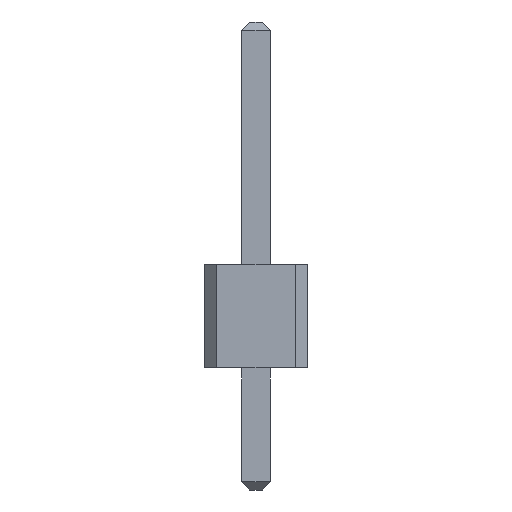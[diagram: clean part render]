
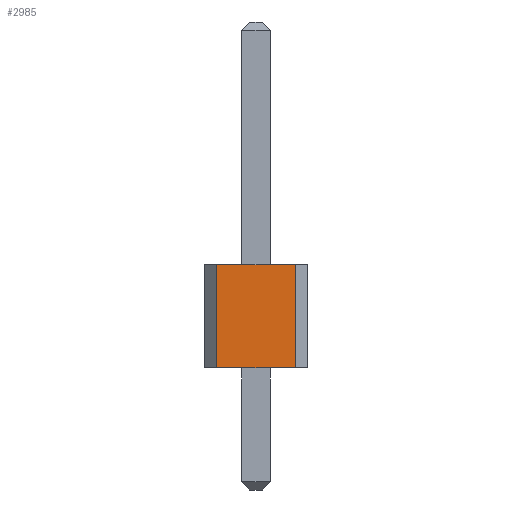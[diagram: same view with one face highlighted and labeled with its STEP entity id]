
A CAD part, front view. The second image highlights one B-rep face of the part: STEP entity #2985.
In plain terms, the highlighted planar face has unit normal (0, -1, 0).
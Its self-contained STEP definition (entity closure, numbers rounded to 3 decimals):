
#2787 = VERTEX_POINT('',#2788);
#2788 = CARTESIAN_POINT('',(-0.97,-31.75,0.));
#2794 = EDGE_CURVE('',#2795,#2787,#2797,.T.);
#2795 = VERTEX_POINT('',#2796);
#2796 = CARTESIAN_POINT('',(0.97,-31.75,0.));
#2797 = LINE('',#2798,#2799);
#2798 = CARTESIAN_POINT('',(1.27,-31.75,0.));
#2799 = VECTOR('',#2800,1.);
#2800 = DIRECTION('',(-1.,0.,0.));
#2901 = VERTEX_POINT('',#2902);
#2902 = CARTESIAN_POINT('',(-0.97,-31.75,2.54));
#2908 = EDGE_CURVE('',#2909,#2901,#2911,.T.);
#2909 = VERTEX_POINT('',#2910);
#2910 = CARTESIAN_POINT('',(0.97,-31.75,2.54));
#2911 = LINE('',#2912,#2913);
#2912 = CARTESIAN_POINT('',(1.27,-31.75,2.54));
#2913 = VECTOR('',#2914,1.);
#2914 = DIRECTION('',(-1.,0.,0.));
#2975 = EDGE_CURVE('',#2795,#2909,#2976,.T.);
#2976 = LINE('',#2977,#2978);
#2977 = CARTESIAN_POINT('',(0.97,-31.75,0.));
#2978 = VECTOR('',#2979,1.);
#2979 = DIRECTION('',(0.,0.,1.));
#2985 = ADVANCED_FACE('',(#2986),#2997,.T.);
#2986 = FACE_BOUND('',#2987,.T.);
#2987 = EDGE_LOOP('',(#2988,#2989,#2990,#2991));
#2988 = ORIENTED_EDGE('',*,*,#2794,.F.);
#2989 = ORIENTED_EDGE('',*,*,#2975,.T.);
#2990 = ORIENTED_EDGE('',*,*,#2908,.T.);
#2991 = ORIENTED_EDGE('',*,*,#2992,.F.);
#2992 = EDGE_CURVE('',#2787,#2901,#2993,.T.);
#2993 = LINE('',#2994,#2995);
#2994 = CARTESIAN_POINT('',(-0.97,-31.75,0.));
#2995 = VECTOR('',#2996,1.);
#2996 = DIRECTION('',(0.,0.,1.));
#2997 = PLANE('',#2998);
#2998 = AXIS2_PLACEMENT_3D('',#2999,#3000,#3001);
#2999 = CARTESIAN_POINT('',(1.27,-31.75,0.));
#3000 = DIRECTION('',(0.,-1.,0.));
#3001 = DIRECTION('',(-1.,0.,0.));
